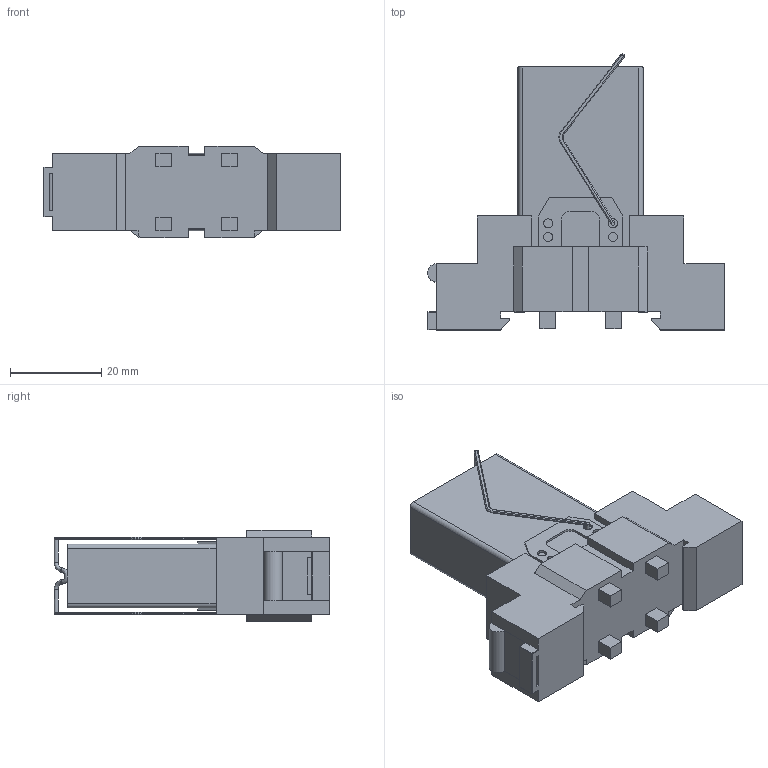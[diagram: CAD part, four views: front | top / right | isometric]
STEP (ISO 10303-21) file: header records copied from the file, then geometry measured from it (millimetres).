
FILE_DESCRIPTION((''),'2;1');
FILE_NAME('PIR2M.stp','2014-08-14T11:09:33',('roland'),(''),'Autodesk Inventor 2013','Autodesk Inventor 2013','');
FILE_SCHEMA(('CONFIG_CONTROL_DESIGN'));
Length unit declared in the file: millimetre
Products named in the file (1): PIR2M
Bounding box: 65.2 x 60.55 x 20 mm (x, y, z)
Volume: 34583.6 mm3; surface area: 10396.4 mm2
Topology: 1 solids, 3 shells, 521 faces, 1318 edges, 835 vertices
Faces by surface type: plane 432, cylinder 66, torus 11, sphere 4, revolution 4, bspline 4
Full cylindrical faces by diameter (mm): 0.851 x2, 0.94 x3, 2 x6, 5.708 x8
Entity records: 16333 total; most frequent: CARTESIAN_POINT 3640, ORIENTED_EDGE 2584, DIRECTION 2412, EDGE_CURVE 1292, VECTOR 1124, LINE 1124, VERTEX_POINT 829, AXIS2_PLACEMENT_3D 642
